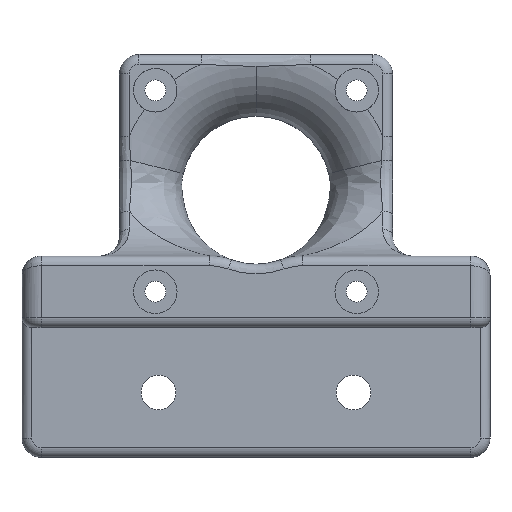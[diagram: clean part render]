
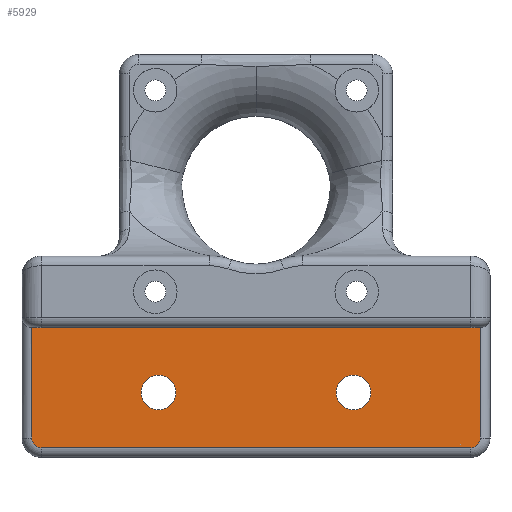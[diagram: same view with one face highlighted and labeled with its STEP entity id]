
A CAD part, front view. The second image highlights one B-rep face of the part: STEP entity #5929.
In plain terms, the highlighted planar face has unit normal (0, -1, 0).
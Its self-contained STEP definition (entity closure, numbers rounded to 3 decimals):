
#50 = VERTEX_POINT ( 'NONE', #3985 ) ;
#158 = FACE_BOUND ( 'NONE', #5085, .T. ) ;
#231 = DIRECTION ( 'NONE',  ( 0., 1., 0. ) ) ;
#283 = CARTESIAN_POINT ( 'NONE',  ( 0., 0., 0. ) ) ;
#385 = EDGE_LOOP ( 'NONE', ( #3391, #2352 ) ) ;
#389 = DIRECTION ( 'NONE',  ( 0., 0., 1. ) ) ;
#691 = CARTESIAN_POINT ( 'NONE',  ( -34.5, 0., -38. ) ) ;
#700 = AXIS2_PLACEMENT_3D ( 'NONE', #897, #4387, #389 ) ;
#710 = VERTEX_POINT ( 'NONE', #5989 ) ;
#796 = VECTOR ( 'NONE', #4452, 1000. ) ;
#835 = EDGE_LOOP ( 'NONE', ( #5370, #5278, #4003, #5577, #5569, #993 ) ) ;
#897 = CARTESIAN_POINT ( 'NONE',  ( -33., 0., -38. ) ) ;
#993 = ORIENTED_EDGE ( 'NONE', *, *, #1878, .T. ) ;
#1208 = CIRCLE ( 'NONE', #2707, 2.65 ) ;
#1347 = VECTOR ( 'NONE', #4453, 1000. ) ;
#1367 = CARTESIAN_POINT ( 'NONE',  ( 33., 0., -39.5 ) ) ;
#1381 = DIRECTION ( 'NONE',  ( 0., 1., 0. ) ) ;
#1431 = CARTESIAN_POINT ( 'NONE',  ( -33., 0., -39.5 ) ) ;
#1471 = VERTEX_POINT ( 'NONE', #3891 ) ;
#1510 = DIRECTION ( 'NONE',  ( 0., 0., 1. ) ) ;
#1530 = ORIENTED_EDGE ( 'NONE', *, *, #2479, .T. ) ;
#1609 = LINE ( 'NONE', #4521, #796 ) ;
#1808 = VECTOR ( 'NONE', #1863, 1000. ) ;
#1827 = EDGE_CURVE ( 'NONE', #1471, #3584, #1208, .T. ) ;
#1863 = DIRECTION ( 'NONE',  ( 0., 0., -1. ) ) ;
#1878 = EDGE_CURVE ( 'NONE', #4378, #4539, #2423, .T. ) ;
#1977 = VERTEX_POINT ( 'NONE', #5237 ) ;
#2065 = FACE_BOUND ( 'NONE', #385, .T. ) ;
#2086 = CIRCLE ( 'NONE', #700, 1.5 ) ;
#2164 = EDGE_CURVE ( 'NONE', #1977, #710, #5539, .T. ) ;
#2248 = AXIS2_PLACEMENT_3D ( 'NONE', #5023, #2597, #4181 ) ;
#2285 = AXIS2_PLACEMENT_3D ( 'NONE', #3718, #6199, #2814 ) ;
#2352 = ORIENTED_EDGE ( 'NONE', *, *, #1827, .T. ) ;
#2423 = LINE ( 'NONE', #3000, #4888 ) ;
#2479 = EDGE_CURVE ( 'NONE', #710, #1977, #3325, .T. ) ;
#2597 = DIRECTION ( 'NONE',  ( 0., 1., 0. ) ) ;
#2707 = AXIS2_PLACEMENT_3D ( 'NONE', #3274, #1381, #5283 ) ;
#2814 = DIRECTION ( 'NONE',  ( 0., 0., 1. ) ) ;
#2907 = VERTEX_POINT ( 'NONE', #3991 ) ;
#3000 = CARTESIAN_POINT ( 'NONE',  ( 34.5, 0., -21. ) ) ;
#3033 = AXIS2_PLACEMENT_3D ( 'NONE', #5206, #3669, #5600 ) ;
#3203 = DIRECTION ( 'NONE',  ( 0., 1., 0. ) ) ;
#3274 = CARTESIAN_POINT ( 'NONE',  ( 15., 0., -31. ) ) ;
#3325 = CIRCLE ( 'NONE', #2285, 2.65 ) ;
#3391 = ORIENTED_EDGE ( 'NONE', *, *, #5602, .T. ) ;
#3584 = VERTEX_POINT ( 'NONE', #5660 ) ;
#3669 = DIRECTION ( 'NONE',  ( 0., -1., 0. ) ) ;
#3670 = EDGE_CURVE ( 'NONE', #2907, #4378, #5775, .T. ) ;
#3675 = CARTESIAN_POINT ( 'NONE',  ( 34.5, 0., -38. ) ) ;
#3718 = CARTESIAN_POINT ( 'NONE',  ( -15., 0., -31. ) ) ;
#3776 = EDGE_CURVE ( 'NONE', #50, #3968, #5298, .T. ) ;
#3792 = LINE ( 'NONE', #1367, #1347 ) ;
#3891 = CARTESIAN_POINT ( 'NONE',  ( 15., 0., -33.65 ) ) ;
#3968 = VERTEX_POINT ( 'NONE', #691 ) ;
#3985 = CARTESIAN_POINT ( 'NONE',  ( -34.5, 0., -21. ) ) ;
#3991 = CARTESIAN_POINT ( 'NONE',  ( 33., 0., -39.5 ) ) ;
#4003 = ORIENTED_EDGE ( 'NONE', *, *, #5306, .T. ) ;
#4026 = CARTESIAN_POINT ( 'NONE',  ( 34.5, 0., -21. ) ) ;
#4028 = PLANE ( 'NONE',  #4513 ) ;
#4181 = DIRECTION ( 'NONE',  ( 0., 0., 1. ) ) ;
#4378 = VERTEX_POINT ( 'NONE', #3675 ) ;
#4387 = DIRECTION ( 'NONE',  ( 0., -1., 0. ) ) ;
#4452 = DIRECTION ( 'NONE',  ( 1., 0., 0. ) ) ;
#4453 = DIRECTION ( 'NONE',  ( 1., 0., 0. ) ) ;
#4512 = FACE_OUTER_BOUND ( 'NONE', #835, .T. ) ;
#4513 = AXIS2_PLACEMENT_3D ( 'NONE', #283, #231, #5582 ) ;
#4521 = CARTESIAN_POINT ( 'NONE',  ( -21., 0., -21. ) ) ;
#4539 = VERTEX_POINT ( 'NONE', #4026 ) ;
#4681 = DIRECTION ( 'NONE',  ( 0., 0., 1. ) ) ;
#4803 = VERTEX_POINT ( 'NONE', #1431 ) ;
#4823 = CIRCLE ( 'NONE', #2248, 2.65 ) ;
#4888 = VECTOR ( 'NONE', #1510, 1000. ) ;
#5023 = CARTESIAN_POINT ( 'NONE',  ( 15., 0., -31. ) ) ;
#5085 = EDGE_LOOP ( 'NONE', ( #5148, #1530 ) ) ;
#5120 = EDGE_CURVE ( 'NONE', #50, #4539, #1609, .T. ) ;
#5148 = ORIENTED_EDGE ( 'NONE', *, *, #2164, .T. ) ;
#5206 = CARTESIAN_POINT ( 'NONE',  ( 33., 0., -38. ) ) ;
#5237 = CARTESIAN_POINT ( 'NONE',  ( -15., 0., -28.35 ) ) ;
#5278 = ORIENTED_EDGE ( 'NONE', *, *, #3776, .T. ) ;
#5283 = DIRECTION ( 'NONE',  ( 0., 0., 1. ) ) ;
#5298 = LINE ( 'NONE', #6229, #1808 ) ;
#5306 = EDGE_CURVE ( 'NONE', #3968, #4803, #2086, .T. ) ;
#5370 = ORIENTED_EDGE ( 'NONE', *, *, #5120, .F. ) ;
#5539 = CIRCLE ( 'NONE', #5634, 2.65 ) ;
#5569 = ORIENTED_EDGE ( 'NONE', *, *, #3670, .T. ) ;
#5577 = ORIENTED_EDGE ( 'NONE', *, *, #5807, .T. ) ;
#5582 = DIRECTION ( 'NONE',  ( 0., 0., 1. ) ) ;
#5600 = DIRECTION ( 'NONE',  ( 0., 0., 1. ) ) ;
#5602 = EDGE_CURVE ( 'NONE', #3584, #1471, #4823, .T. ) ;
#5634 = AXIS2_PLACEMENT_3D ( 'NONE', #6215, #3203, #4681 ) ;
#5660 = CARTESIAN_POINT ( 'NONE',  ( 15., 0., -28.35 ) ) ;
#5775 = CIRCLE ( 'NONE', #3033, 1.5 ) ;
#5807 = EDGE_CURVE ( 'NONE', #4803, #2907, #3792, .T. ) ;
#5929 = ADVANCED_FACE ( 'NONE', ( #4512, #158, #2065 ), #4028, .F. ) ;
#5989 = CARTESIAN_POINT ( 'NONE',  ( -15., 0., -33.65 ) ) ;
#6199 = DIRECTION ( 'NONE',  ( 0., 1., 0. ) ) ;
#6215 = CARTESIAN_POINT ( 'NONE',  ( -15., 0., -31. ) ) ;
#6229 = CARTESIAN_POINT ( 'NONE',  ( -34.5, 0., -38. ) ) ;
